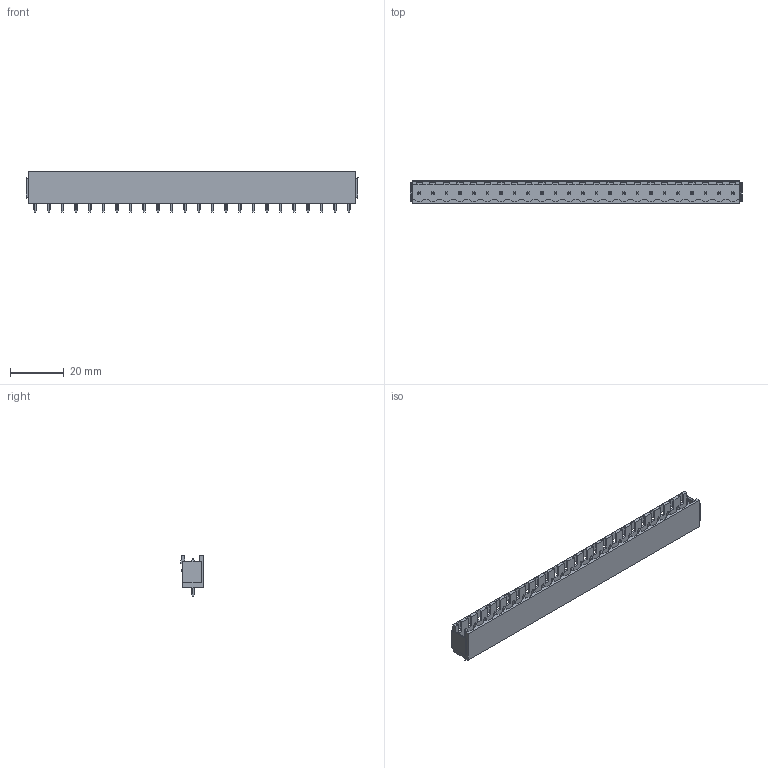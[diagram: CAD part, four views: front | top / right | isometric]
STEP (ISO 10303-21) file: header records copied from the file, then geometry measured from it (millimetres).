
FILE_DESCRIPTION(('CATIA V5 STEP Exchange','CAx-IF Rec.Pracs.--- Model Styling and Organization---1.2---2011-12-15'),'2;1');
FILE_NAME ('D1449291_0', '2018-10-29T10:42:00+00:00', ('none'), ('Weidmueller'), 'CATIA Version 5-6 Release 2014', 'CATIA V5 STEP AP214', 'none');
FILE_SCHEMA(('AUTOMOTIVE_DESIGN { 1 0 10303 214 1 1 1 1 }'));
Length unit declared in the file: millimetre
Products named in the file (1): 1150080000
Bounding box: 123.68 x 8.43 x 15.2 mm (x, y, z)
Volume: 5646 mm3; surface area: 9131.5 mm2
Topology: 25 solids, 25 shells, 911 faces, 2736 edges, 1827 vertices
Faces by surface type: plane 693, cylinder 218
Entity records: 28436 total; most frequent: CARTESIAN_POINT 6408, ORIENTED_EDGE 5472, DIRECTION 3160, EDGE_CURVE 2736, VECTOR 1912, LINE 1912, VERTEX_POINT 1827, EDGE_LOOP 959
